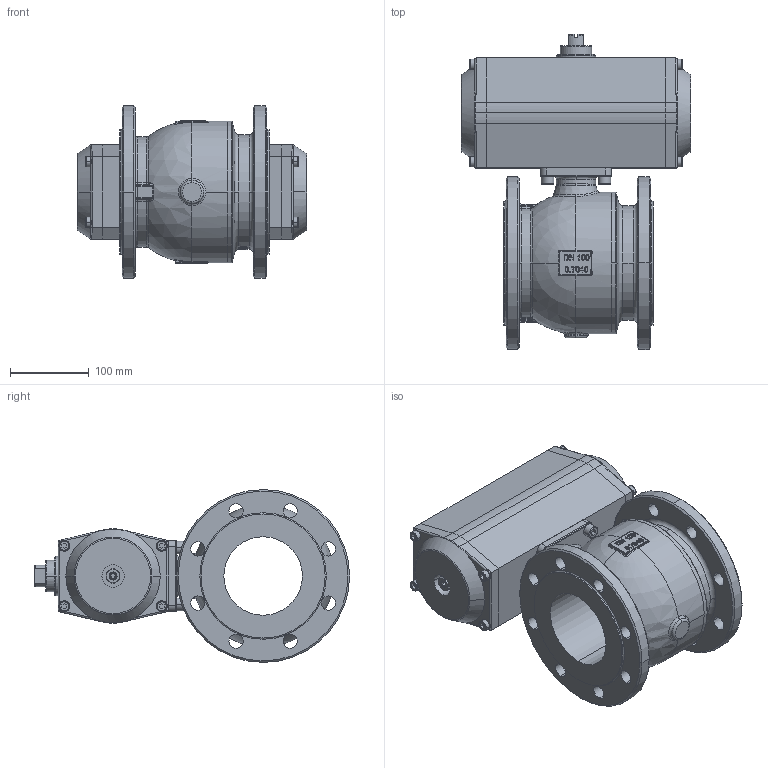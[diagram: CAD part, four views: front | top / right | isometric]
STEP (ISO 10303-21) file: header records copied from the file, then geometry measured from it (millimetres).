
FILE_DESCRIPTION(('STEP AP214'),'1');
FILE_NAME('valve_akp75-100-16-b-gte115-8f.stp','2018-04-23T11:25:05',('TraceParts'),('TraceParts S.A.'),'Spatial InterOp 3D',' ',' ');
FILE_SCHEMA(('automotive_design'));
Length unit declared in the file: millimetre
Products named in the file (27): valve_akp75-100-16-b-gte115-8f_1; valve_akp75-100-16-b-gte115-8f_2; valve_akp75-100-16-b-gte115-8f_3; valve_akp75-100-16-b-gte115-8f_4; valve_akp75-100-16-b-gte115-8f_5; valve_akp75-100-16-b-gte115-8f_6; valve_akp75-100-16-b-gte115-8f_7; valve_akp75-100-16-b-gte115-8f_8; valve_akp75-100-16-b-gte115-8f_9; valve_akp75-100-16-b-gte115-8f_10; valve_akp75-100-16-b-gte115-8f_11; valve_akp75-100-16-b-gte115-8f_12; valve_akp75-100-16-b-gte115-8f_13; valve_akp75-100-16-b-gte115-8f_14; valve_akp75-100-16-b-gte115-8f_15; valve_akp75-100-16-b-gte115-8f_16; valve_akp75-100-16-b-gte115-8f_17; valve_akp75-100-16-b-gte115-8f_18; valve_akp75-100-16-b-gte115-8f_19; valve_akp75-100-16-b-gte115-8f_20; valve_akp75-100-16-b-gte115-8f_21; valve_akp75-100-16-b-gte115-8f_22; valve_akp75-100-16-b-gte115-8f_23; valve_akp75-100-16-b-gte115-8f_24; valve_akp75-100-16-b-gte115-8f_25; valve_akp75-100-16-b-gte115-8f_26; valve_akp75-100-16-b-gte115-8f_27
Bounding box: 292 x 401 x 220 mm (x, y, z)
Volume: 5702580 mm3; surface area: 723730.5 mm2
Topology: 27 solids, 27 shells, 1318 faces, 3304 edges, 2067 vertices
Faces by surface type: cylinder 430, plane 389, cone 204, bspline 153, torus 128, sphere 14
Entity records: 60264 total; most frequent: CARTESIAN_POINT 18004, DIRECTION 6531, ORIENTED_EDGE 6468, EDGE_CURVE 3234, AXIS2_PLACEMENT_3D 2575, VERTEX_POINT 2067, EDGE_LOOP 1517, LINE 1381
